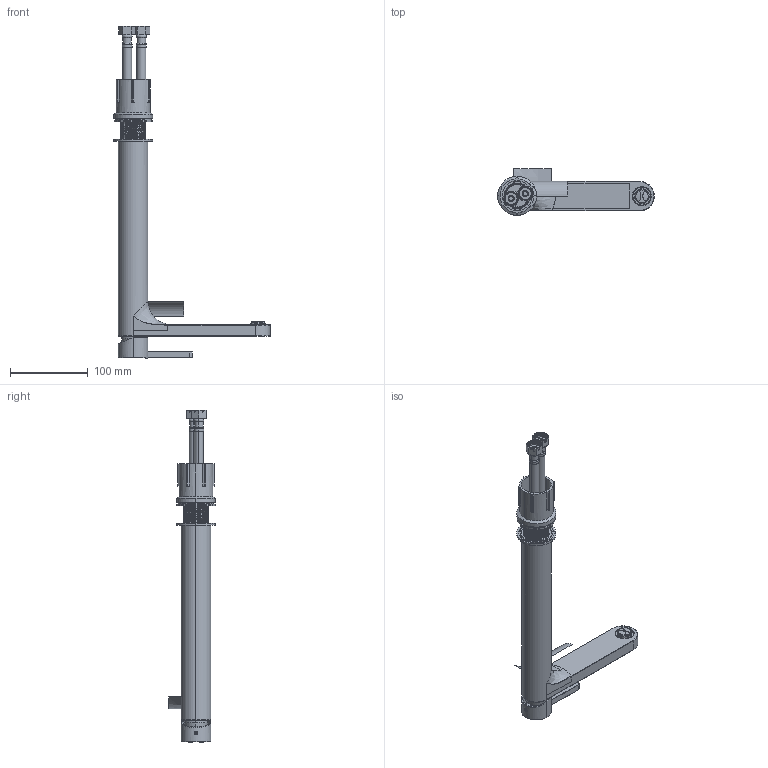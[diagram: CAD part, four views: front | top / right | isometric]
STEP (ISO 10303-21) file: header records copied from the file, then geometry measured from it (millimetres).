
FILE_DESCRIPTION((''),'2;1');
FILE_NAME('BASIC-00_ASM','2023-09-11T13:44:07',('Administrator'),(''),'CREO PARAMETRIC BY PTC INC, 2019010','CREO PARAMETRIC BY PTC INC, 2019010','');
FILE_SCHEMA(('AUTOMOTIVE_DESIGN { 1 0 10303 214 1 1 1 1 }'));
Products named in the file (29): 2H1034B_60; 3JT401B_143; 3OR09200F_1; ADMI69ACA33CF9WE_1_1; ADMI69ACA33CF9WE_2_1; ADMI69ACA33CF9WE_3_1; ADMI69ACA33CF9WE_4_1; ADMI69ACA33CF9WE_5_1; ADMI69ACA33CF9WE_6_1; ADMI69ACA33CF9WE_7_1; ADMI69ACA33CF9WE_8_1; ADMI69ACA33CF9WE_9_1; ADMI69ACA33CF9WE_ASM_1_ASM; 3FX108E_ASM_38_ASM; 3ZS180M_76; 3JT399B_38; 3OR01500FK01_2; 3WZ053A_12; 1H103401_ASM_138_ASM; 719201; 719203; 719202; 719204; RUANGUAN-Q; 719200RUANGUAN_ASM; 910301; 910302; 910300_ASM; BASIC-00_ASM
Assembly tree (30 placements, depth 5):
  BASIC-00_ASM
    1H103401_ASM_138_ASM
      2H1034B_60
      3JT401B_143
      3OR09200F_1  x2
      3FX108E_ASM_38_ASM
        ADMI69ACA33CF9WE_ASM_1_ASM
          ADMI69ACA33CF9WE_1_1
          ADMI69ACA33CF9WE_2_1
          ADMI69ACA33CF9WE_3_1
          ADMI69ACA33CF9WE_4_1
          ADMI69ACA33CF9WE_5_1
          ADMI69ACA33CF9WE_6_1
          ADMI69ACA33CF9WE_7_1
          ADMI69ACA33CF9WE_8_1
          ADMI69ACA33CF9WE_9_1
      3ZS180M_76
      3JT399B_38
      3OR01500FK01_2
      3WZ053A_12
    719200RUANGUAN_ASM
      719201
      719203
      719202
      719204
      RUANGUAN-Q  x2
    910300_ASM
      910301
      910302
Bounding box: 201 x 60.22 x 425.75 mm (x, y, z)
Volume: 180043.8 mm3; surface area: 188757.8 mm2
Topology: 26 solids, 39 shells, 1869 faces, 5235 edges, 3455 vertices
Faces by surface type: cylinder 794, plane 569, torus 187, cone 171, bspline 125, sphere 18, extrusion 5
Entity records: 104239 total; most frequent: CARTESIAN_POINT 41396, DIRECTION 10944, ORIENTED_EDGE 9998, EDGE_CURVE 5019, AXIS2_PLACEMENT_3D 4435, VERTEX_POINT 3299, PRESENTATION_STYLE_ASSIGNMENT 2846, STYLED_ITEM 2846
